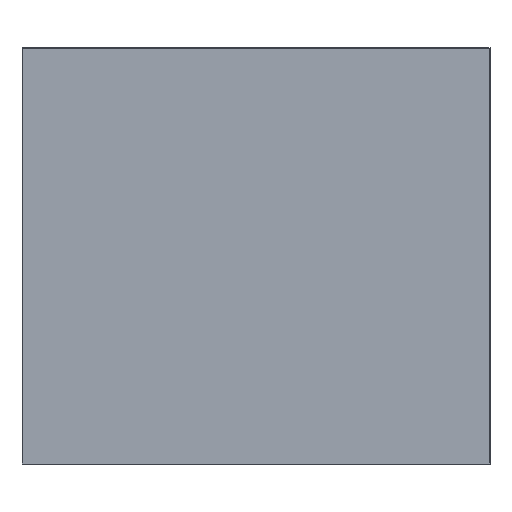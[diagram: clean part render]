
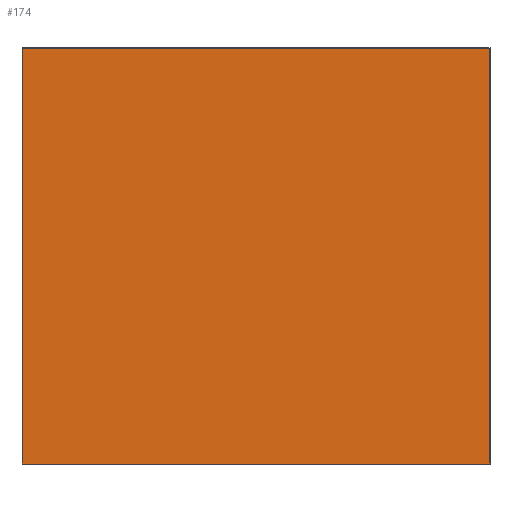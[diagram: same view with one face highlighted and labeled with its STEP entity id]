
A CAD part, left-side view. The second image highlights one B-rep face of the part: STEP entity #174.
In plain terms, the highlighted planar face has unit normal (-1, 0, 0).
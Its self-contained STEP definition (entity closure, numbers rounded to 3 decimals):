
#135 = EDGE_CURVE ( 'NONE', #136, #214, #328, .T. ) ;
#136 = VERTEX_POINT ( 'NONE', #324 ) ;
#137 = ORIENTED_EDGE ( 'NONE', *, *, #138, .T. ) ;
#138 = EDGE_CURVE ( 'NONE', #136, #161, #322, .T. ) ;
#158 = EDGE_LOOP ( 'NONE', ( #159, #212, #215, #137 ) ) ;
#159 = ORIENTED_EDGE ( 'NONE', *, *, #160, .T. ) ;
#160 = EDGE_CURVE ( 'NONE', #161, #211, #371, .T. ) ;
#161 = VERTEX_POINT ( 'NONE', #293 ) ;
#174 = ADVANCED_FACE ( 'NONE', ( #352 ), #577, .F. ) ;
#211 = VERTEX_POINT ( 'NONE', #614 ) ;
#212 = ORIENTED_EDGE ( 'NONE', *, *, #213, .F. ) ;
#213 = EDGE_CURVE ( 'NONE', #214, #211, #613, .T. ) ;
#214 = VERTEX_POINT ( 'NONE', #571 ) ;
#215 = ORIENTED_EDGE ( 'NONE', *, *, #135, .F. ) ;
#293 = CARTESIAN_POINT ( 'NONE',  ( -0.8, 0., -0.4 ) ) ;
#294 = DIRECTION ( 'NONE',  ( 0., 0., 1. ) ) ;
#295 = VECTOR ( 'NONE', #294, 1000. ) ;
#296 = CARTESIAN_POINT ( 'NONE',  ( -0.8, 0., 0.4 ) ) ;
#319 = DIRECTION ( 'NONE',  ( 0., -1., 0. ) ) ;
#320 = VECTOR ( 'NONE', #319, 1000. ) ;
#321 = CARTESIAN_POINT ( 'NONE',  ( -0.8, 0.9, -0.4 ) ) ;
#322 = LINE ( 'NONE', #321, #320 ) ;
#324 = CARTESIAN_POINT ( 'NONE',  ( -0.8, 0.9, -0.4 ) ) ;
#325 = DIRECTION ( 'NONE',  ( 0., 0., 1. ) ) ;
#326 = VECTOR ( 'NONE', #325, 1000. ) ;
#327 = CARTESIAN_POINT ( 'NONE',  ( -0.8, 0.9, 0.4 ) ) ;
#328 = LINE ( 'NONE', #327, #326 ) ;
#352 = FACE_OUTER_BOUND ( 'NONE', #158, .T. ) ;
#371 = LINE ( 'NONE', #296, #295 ) ;
#545 = DIRECTION ( 'NONE',  ( 0., 0., -1. ) ) ;
#553 = DIRECTION ( 'NONE',  ( 1., 0., 0. ) ) ;
#554 = CARTESIAN_POINT ( 'NONE',  ( -0.8, 0.9, 0.4 ) ) ;
#555 = AXIS2_PLACEMENT_3D ( 'NONE', #554, #553, #545 ) ;
#571 = CARTESIAN_POINT ( 'NONE',  ( -0.8, 0.9, 0.4 ) ) ;
#572 = DIRECTION ( 'NONE',  ( 0., -1., 0. ) ) ;
#573 = VECTOR ( 'NONE', #572, 1000. ) ;
#574 = CARTESIAN_POINT ( 'NONE',  ( -0.8, 0.9, 0.4 ) ) ;
#577 = PLANE ( 'NONE',  #555 ) ;
#613 = LINE ( 'NONE', #574, #573 ) ;
#614 = CARTESIAN_POINT ( 'NONE',  ( -0.8, 0., 0.4 ) ) ;
